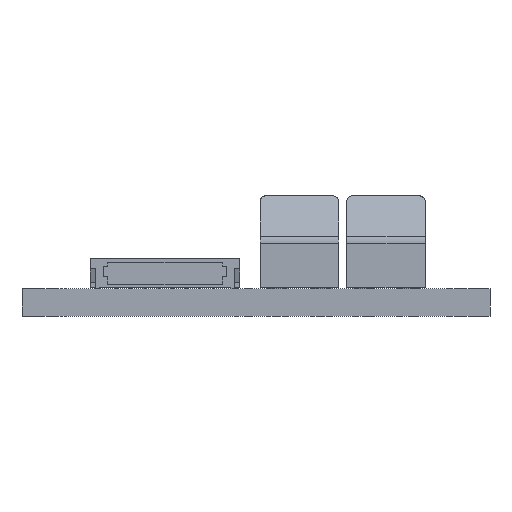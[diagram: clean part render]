
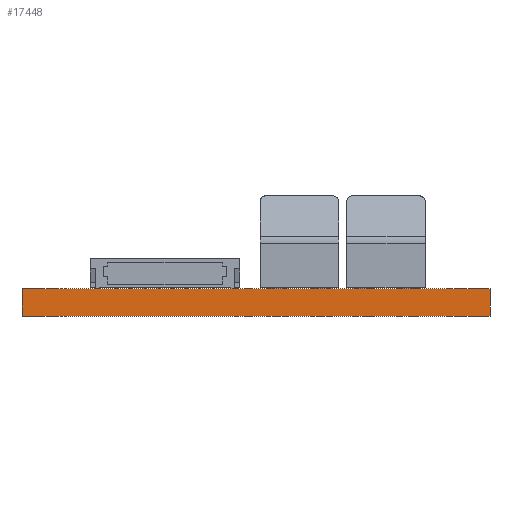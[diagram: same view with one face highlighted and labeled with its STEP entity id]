
A CAD part, front view. The second image highlights one B-rep face of the part: STEP entity #17448.
In plain terms, the highlighted planar face has unit normal (0, -1, 0).
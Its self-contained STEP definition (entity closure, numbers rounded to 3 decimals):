
#13727 = PLANE('',#13728);
#13728 = AXIS2_PLACEMENT_3D('',#13729,#13730,#13731);
#13729 = CARTESIAN_POINT('',(45.005,-50.985,1.58));
#13730 = DIRECTION('',(-0.,-0.,-1.));
#13731 = DIRECTION('',(-1.,0.,0.));
#13781 = PLANE('',#13782);
#13782 = AXIS2_PLACEMENT_3D('',#13783,#13784,#13785);
#13783 = CARTESIAN_POINT('',(45.005,-50.985,0.));
#13784 = DIRECTION('',(-0.,-0.,-1.));
#13785 = DIRECTION('',(-1.,0.,0.));
#14450 = VERTEX_POINT('',#14451);
#14451 = CARTESIAN_POINT('',(58.5,-54.485,0.));
#14465 = PLANE('',#14466);
#14466 = AXIS2_PLACEMENT_3D('',#14467,#14468,#14469);
#14467 = CARTESIAN_POINT('',(58.5,-52.235,0.));
#14468 = DIRECTION('',(1.,0.,-0.));
#14469 = DIRECTION('',(0.,-1.,0.));
#14477 = EDGE_CURVE('',#14450,#14478,#14480,.T.);
#14478 = VERTEX_POINT('',#14479);
#14479 = CARTESIAN_POINT('',(31.5,-54.485,0.));
#14480 = SURFACE_CURVE('',#14481,(#14485,#14492),.PCURVE_S1.);
#14481 = LINE('',#14482,#14483);
#14482 = CARTESIAN_POINT('',(58.5,-54.485,0.));
#14483 = VECTOR('',#14484,1.);
#14484 = DIRECTION('',(-1.,0.,0.));
#14485 = PCURVE('',#13781,#14486);
#14486 = DEFINITIONAL_REPRESENTATION('',(#14487),#14491);
#14487 = LINE('',#14488,#14489);
#14488 = CARTESIAN_POINT('',(-13.495,-3.5));
#14489 = VECTOR('',#14490,1.);
#14490 = DIRECTION('',(1.,0.));
#14491 = ( GEOMETRIC_REPRESENTATION_CONTEXT(2) 
PARAMETRIC_REPRESENTATION_CONTEXT() REPRESENTATION_CONTEXT('2D SPACE',''
  ) );
#14492 = PCURVE('',#14493,#14498);
#14493 = PLANE('',#14494);
#14494 = AXIS2_PLACEMENT_3D('',#14495,#14496,#14497);
#14495 = CARTESIAN_POINT('',(58.5,-54.485,0.));
#14496 = DIRECTION('',(0.,-1.,0.));
#14497 = DIRECTION('',(-1.,0.,0.));
#14498 = DEFINITIONAL_REPRESENTATION('',(#14499),#14503);
#14499 = LINE('',#14500,#14501);
#14500 = CARTESIAN_POINT('',(0.,-0.));
#14501 = VECTOR('',#14502,1.);
#14502 = DIRECTION('',(1.,0.));
#14503 = ( GEOMETRIC_REPRESENTATION_CONTEXT(2) 
PARAMETRIC_REPRESENTATION_CONTEXT() REPRESENTATION_CONTEXT('2D SPACE',''
  ) );
#14521 = PLANE('',#14522);
#14522 = AXIS2_PLACEMENT_3D('',#14523,#14524,#14525);
#14523 = CARTESIAN_POINT('',(31.5,-54.485,0.));
#14524 = DIRECTION('',(-1.,0.,0.));
#14525 = DIRECTION('',(0.,1.,0.));
#15703 = VERTEX_POINT('',#15704);
#15704 = CARTESIAN_POINT('',(58.5,-54.485,1.58));
#15725 = EDGE_CURVE('',#15703,#15726,#15728,.T.);
#15726 = VERTEX_POINT('',#15727);
#15727 = CARTESIAN_POINT('',(31.5,-54.485,1.58));
#15728 = SURFACE_CURVE('',#15729,(#15733,#15740),.PCURVE_S1.);
#15729 = LINE('',#15730,#15731);
#15730 = CARTESIAN_POINT('',(58.5,-54.485,1.58));
#15731 = VECTOR('',#15732,1.);
#15732 = DIRECTION('',(-1.,0.,0.));
#15733 = PCURVE('',#13727,#15734);
#15734 = DEFINITIONAL_REPRESENTATION('',(#15735),#15739);
#15735 = LINE('',#15736,#15737);
#15736 = CARTESIAN_POINT('',(-13.495,-3.5));
#15737 = VECTOR('',#15738,1.);
#15738 = DIRECTION('',(1.,0.));
#15739 = ( GEOMETRIC_REPRESENTATION_CONTEXT(2) 
PARAMETRIC_REPRESENTATION_CONTEXT() REPRESENTATION_CONTEXT('2D SPACE',''
  ) );
#15740 = PCURVE('',#14493,#15741);
#15741 = DEFINITIONAL_REPRESENTATION('',(#15742),#15746);
#15742 = LINE('',#15743,#15744);
#15743 = CARTESIAN_POINT('',(0.,-1.58));
#15744 = VECTOR('',#15745,1.);
#15745 = DIRECTION('',(1.,0.));
#15746 = ( GEOMETRIC_REPRESENTATION_CONTEXT(2) 
PARAMETRIC_REPRESENTATION_CONTEXT() REPRESENTATION_CONTEXT('2D SPACE',''
  ) );
#17400 = EDGE_CURVE('',#14450,#15703,#17401,.T.);
#17401 = SURFACE_CURVE('',#17402,(#17406,#17413),.PCURVE_S1.);
#17402 = LINE('',#17403,#17404);
#17403 = CARTESIAN_POINT('',(58.5,-54.485,0.));
#17404 = VECTOR('',#17405,1.);
#17405 = DIRECTION('',(0.,0.,1.));
#17406 = PCURVE('',#14465,#17407);
#17407 = DEFINITIONAL_REPRESENTATION('',(#17408),#17412);
#17408 = LINE('',#17409,#17410);
#17409 = CARTESIAN_POINT('',(2.25,0.));
#17410 = VECTOR('',#17411,1.);
#17411 = DIRECTION('',(0.,-1.));
#17412 = ( GEOMETRIC_REPRESENTATION_CONTEXT(2) 
PARAMETRIC_REPRESENTATION_CONTEXT() REPRESENTATION_CONTEXT('2D SPACE',''
  ) );
#17413 = PCURVE('',#14493,#17414);
#17414 = DEFINITIONAL_REPRESENTATION('',(#17415),#17419);
#17415 = LINE('',#17416,#17417);
#17416 = CARTESIAN_POINT('',(0.,-0.));
#17417 = VECTOR('',#17418,1.);
#17418 = DIRECTION('',(0.,-1.));
#17419 = ( GEOMETRIC_REPRESENTATION_CONTEXT(2) 
PARAMETRIC_REPRESENTATION_CONTEXT() REPRESENTATION_CONTEXT('2D SPACE',''
  ) );
#17448 = ADVANCED_FACE('',(#17449),#14493,.T.);
#17449 = FACE_BOUND('',#17450,.T.);
#17450 = EDGE_LOOP('',(#17451,#17452,#17453,#17474));
#17451 = ORIENTED_EDGE('',*,*,#17400,.T.);
#17452 = ORIENTED_EDGE('',*,*,#15725,.T.);
#17453 = ORIENTED_EDGE('',*,*,#17454,.F.);
#17454 = EDGE_CURVE('',#14478,#15726,#17455,.T.);
#17455 = SURFACE_CURVE('',#17456,(#17460,#17467),.PCURVE_S1.);
#17456 = LINE('',#17457,#17458);
#17457 = CARTESIAN_POINT('',(31.5,-54.485,0.));
#17458 = VECTOR('',#17459,1.);
#17459 = DIRECTION('',(0.,0.,1.));
#17460 = PCURVE('',#14493,#17461);
#17461 = DEFINITIONAL_REPRESENTATION('',(#17462),#17466);
#17462 = LINE('',#17463,#17464);
#17463 = CARTESIAN_POINT('',(27.,0.));
#17464 = VECTOR('',#17465,1.);
#17465 = DIRECTION('',(0.,-1.));
#17466 = ( GEOMETRIC_REPRESENTATION_CONTEXT(2) 
PARAMETRIC_REPRESENTATION_CONTEXT() REPRESENTATION_CONTEXT('2D SPACE',''
  ) );
#17467 = PCURVE('',#14521,#17468);
#17468 = DEFINITIONAL_REPRESENTATION('',(#17469),#17473);
#17469 = LINE('',#17470,#17471);
#17470 = CARTESIAN_POINT('',(0.,0.));
#17471 = VECTOR('',#17472,1.);
#17472 = DIRECTION('',(0.,-1.));
#17473 = ( GEOMETRIC_REPRESENTATION_CONTEXT(2) 
PARAMETRIC_REPRESENTATION_CONTEXT() REPRESENTATION_CONTEXT('2D SPACE',''
  ) );
#17474 = ORIENTED_EDGE('',*,*,#14477,.F.);
